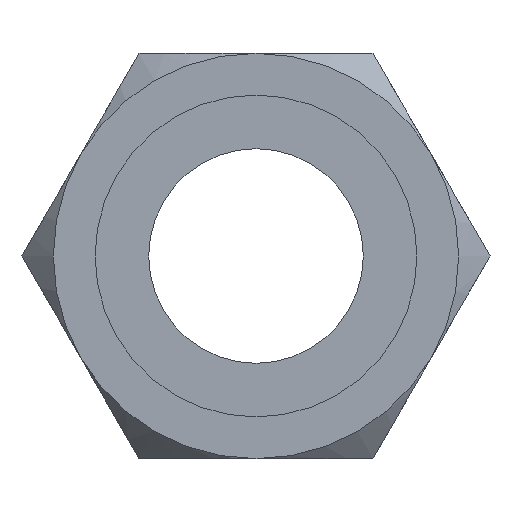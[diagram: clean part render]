
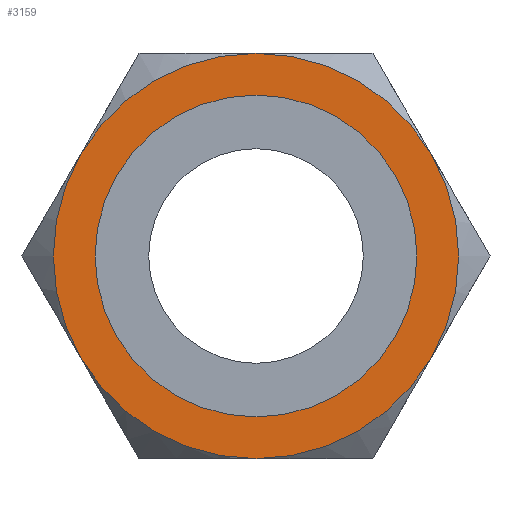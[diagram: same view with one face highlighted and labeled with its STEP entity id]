
A CAD part, left-side view. The second image highlights one B-rep face of the part: STEP entity #3159.
In plain terms, the highlighted planar face has unit normal (-1, 0, 0).
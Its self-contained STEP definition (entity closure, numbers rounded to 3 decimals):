
#187 = DIRECTION ( 'NONE',  ( 1., 0., 0. ) ) ;
#210 = ORIENTED_EDGE ( 'NONE', *, *, #3965, .T. ) ;
#751 = CARTESIAN_POINT ( 'NONE',  ( 19., 0., 6.75 ) ) ;
#809 = AXIS2_PLACEMENT_3D ( 'NONE', #2925, #4274, #2099 ) ;
#860 = VERTEX_POINT ( 'NONE', #5583 ) ;
#889 = AXIS2_PLACEMENT_3D ( 'NONE', #4316, #3334, #3086 ) ;
#898 = EDGE_CURVE ( 'NONE', #3504, #3624, #1266, .T. ) ;
#902 = CIRCLE ( 'NONE', #809, 8.5 ) ;
#965 = EDGE_CURVE ( 'NONE', #3719, #2079, #5612, .T. ) ;
#989 = AXIS2_PLACEMENT_3D ( 'NONE', #4212, #2067, #2002 ) ;
#1099 = DIRECTION ( 'NONE',  ( 1., 0., 0. ) ) ;
#1171 = EDGE_LOOP ( 'NONE', ( #5516, #3470, #1186, #4358, #210, #4276 ) ) ;
#1186 = ORIENTED_EDGE ( 'NONE', *, *, #898, .F. ) ;
#1266 = CIRCLE ( 'NONE', #1363, 8.5 ) ;
#1303 = ORIENTED_EDGE ( 'NONE', *, *, #1670, .F. ) ;
#1317 = EDGE_CURVE ( 'NONE', #2087, #5542, #5028, .T. ) ;
#1363 = AXIS2_PLACEMENT_3D ( 'NONE', #2461, #187, #1451 ) ;
#1451 = DIRECTION ( 'NONE',  ( 0., 0., -1. ) ) ;
#1512 = CARTESIAN_POINT ( 'NONE',  ( 19., 0., -6.75 ) ) ;
#1550 = DIRECTION ( 'NONE',  ( 0., 0., -1. ) ) ;
#1611 = DIRECTION ( 'NONE',  ( -1., 0., 0. ) ) ;
#1670 = EDGE_CURVE ( 'NONE', #2079, #3719, #3779, .T. ) ;
#1839 = AXIS2_PLACEMENT_3D ( 'NONE', #3406, #1611, #5670 ) ;
#1985 = EDGE_CURVE ( 'NONE', #3624, #2087, #2861, .T. ) ;
#2002 = DIRECTION ( 'NONE',  ( 0., 0., -1. ) ) ;
#2067 = DIRECTION ( 'NONE',  ( 1., 0., 0. ) ) ;
#2079 = VERTEX_POINT ( 'NONE', #751 ) ;
#2087 = VERTEX_POINT ( 'NONE', #2124 ) ;
#2099 = DIRECTION ( 'NONE',  ( 0., 0., 1. ) ) ;
#2124 = CARTESIAN_POINT ( 'NONE',  ( 19., 0., -8.5 ) ) ;
#2129 = EDGE_CURVE ( 'NONE', #860, #3504, #4257, .T. ) ;
#2210 = EDGE_LOOP ( 'NONE', ( #1303, #2679 ) ) ;
#2280 = DIRECTION ( 'NONE',  ( 0., 0., -1. ) ) ;
#2301 = AXIS2_PLACEMENT_3D ( 'NONE', #3204, #1099, #1550 ) ;
#2367 = DIRECTION ( 'NONE',  ( 0., 0., 1. ) ) ;
#2388 = CARTESIAN_POINT ( 'NONE',  ( 19., 0., 0. ) ) ;
#2430 = CARTESIAN_POINT ( 'NONE',  ( 19., 7.361, 4.25 ) ) ;
#2461 = CARTESIAN_POINT ( 'NONE',  ( 19., 0., 0. ) ) ;
#2679 = ORIENTED_EDGE ( 'NONE', *, *, #965, .F. ) ;
#2749 = CARTESIAN_POINT ( 'NONE',  ( 19., 0., 0. ) ) ;
#2861 = CIRCLE ( 'NONE', #2301, 8.5 ) ;
#2925 = CARTESIAN_POINT ( 'NONE',  ( 19., 0., 0. ) ) ;
#2962 = AXIS2_PLACEMENT_3D ( 'NONE', #4538, #3571, #2280 ) ;
#3086 = DIRECTION ( 'NONE',  ( 0., 0., -1. ) ) ;
#3159 = ADVANCED_FACE ( 'NONE', ( #5125, #5585 ), #4750, .F. ) ;
#3204 = CARTESIAN_POINT ( 'NONE',  ( 19., 0., 0. ) ) ;
#3210 = DIRECTION ( 'NONE',  ( 0., 0., -1. ) ) ;
#3334 = DIRECTION ( 'NONE',  ( 1., 0., 0. ) ) ;
#3406 = CARTESIAN_POINT ( 'NONE',  ( 19., 0., 0. ) ) ;
#3470 = ORIENTED_EDGE ( 'NONE', *, *, #1985, .F. ) ;
#3493 = AXIS2_PLACEMENT_3D ( 'NONE', #2388, #5621, #3210 ) ;
#3504 = VERTEX_POINT ( 'NONE', #4802 ) ;
#3571 = DIRECTION ( 'NONE',  ( 1., 0., 0. ) ) ;
#3624 = VERTEX_POINT ( 'NONE', #4174 ) ;
#3660 = DIRECTION ( 'NONE',  ( -1., 0., 0. ) ) ;
#3683 = AXIS2_PLACEMENT_3D ( 'NONE', #2749, #3660, #2367 ) ;
#3719 = VERTEX_POINT ( 'NONE', #1512 ) ;
#3758 = CARTESIAN_POINT ( 'NONE',  ( 19., 7.361, -4.25 ) ) ;
#3779 = CIRCLE ( 'NONE', #3683, 6.75 ) ;
#3965 = EDGE_CURVE ( 'NONE', #860, #5778, #902, .T. ) ;
#4174 = CARTESIAN_POINT ( 'NONE',  ( 19., -7.361, -4.25 ) ) ;
#4175 = CIRCLE ( 'NONE', #2962, 8.5 ) ;
#4212 = CARTESIAN_POINT ( 'NONE',  ( 19., 0., 0. ) ) ;
#4257 = CIRCLE ( 'NONE', #3493, 8.5 ) ;
#4274 = DIRECTION ( 'NONE',  ( -1., 0., 0. ) ) ;
#4276 = ORIENTED_EDGE ( 'NONE', *, *, #5637, .F. ) ;
#4316 = CARTESIAN_POINT ( 'NONE',  ( 19., 0., 0. ) ) ;
#4358 = ORIENTED_EDGE ( 'NONE', *, *, #2129, .F. ) ;
#4538 = CARTESIAN_POINT ( 'NONE',  ( 19., 0., 0. ) ) ;
#4750 = PLANE ( 'NONE',  #989 ) ;
#4802 = CARTESIAN_POINT ( 'NONE',  ( 19., -7.361, 4.25 ) ) ;
#5028 = CIRCLE ( 'NONE', #889, 8.5 ) ;
#5125 = FACE_BOUND ( 'NONE', #2210, .T. ) ;
#5516 = ORIENTED_EDGE ( 'NONE', *, *, #1317, .F. ) ;
#5542 = VERTEX_POINT ( 'NONE', #3758 ) ;
#5583 = CARTESIAN_POINT ( 'NONE',  ( 19., 0., 8.5 ) ) ;
#5585 = FACE_OUTER_BOUND ( 'NONE', #1171, .T. ) ;
#5612 = CIRCLE ( 'NONE', #1839, 6.75 ) ;
#5621 = DIRECTION ( 'NONE',  ( 1., 0., 0. ) ) ;
#5637 = EDGE_CURVE ( 'NONE', #5542, #5778, #4175, .T. ) ;
#5670 = DIRECTION ( 'NONE',  ( 0., 0., 1. ) ) ;
#5778 = VERTEX_POINT ( 'NONE', #2430 ) ;
